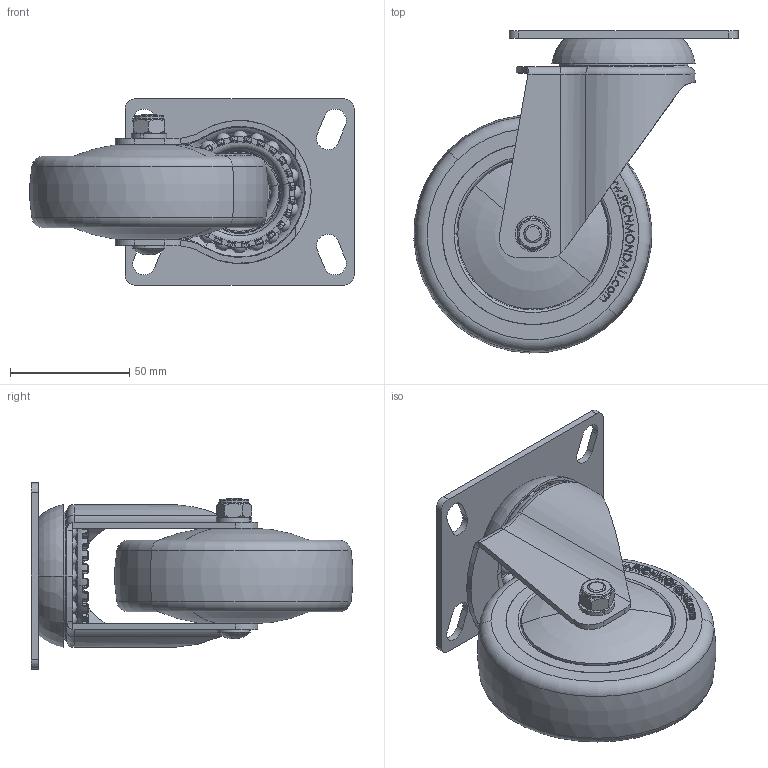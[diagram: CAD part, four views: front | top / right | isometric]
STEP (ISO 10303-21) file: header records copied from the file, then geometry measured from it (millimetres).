
FILE_DESCRIPTION (( 'STEP AP203' ), '1' );
FILE_NAME ('S4104.STEP', '2020-02-21T08:03:55', ( '' ), ( '' ), 'SwSTEP 2.0', 'SolidWorks 2013', '' );
FILE_SCHEMA (( 'CONFIG_CONTROL_DESIGN' ));
Length unit declared in the file: millimetre
Products named in the file (1): S4104
Bounding box: 135.85 x 134.93 x 78 mm (x, y, z)
Volume: 280249.1 mm3; surface area: 129049.5 mm2
Topology: 47 solids, 47 shells, 1544 faces, 3921 edges, 2424 vertices
Faces by surface type: bspline 411, plane 384, torus 298, cylinder 227, sphere 154, cone 70
Entity records: 58541 total; most frequent: CARTESIAN_POINT 25024, ORIENTED_EDGE 7482, DIRECTION 6371, EDGE_CURVE 3741, AXIS2_PLACEMENT_3D 2690, VERTEX_POINT 2316, EDGE_LOOP 1637, CIRCLE 1556
